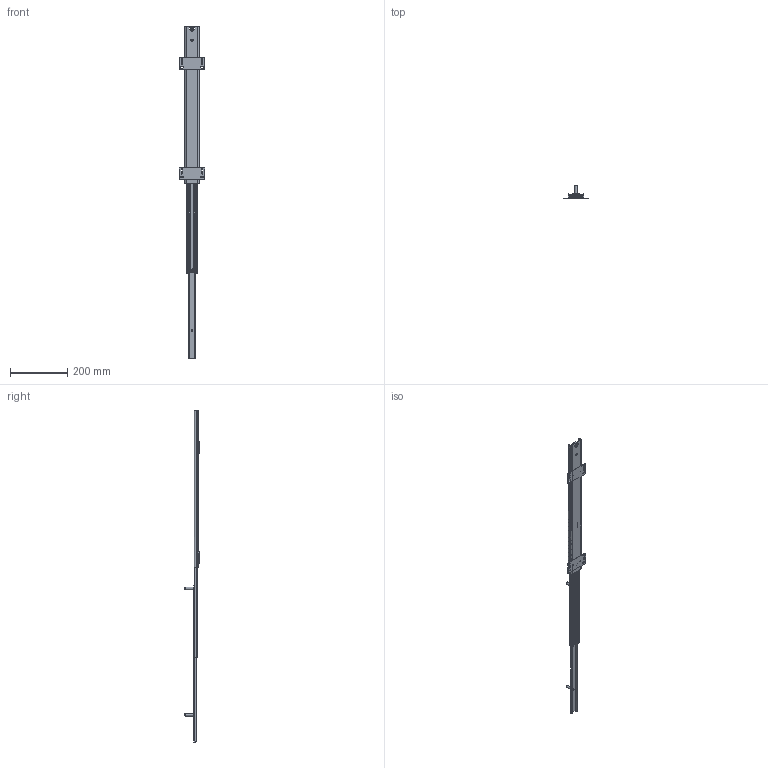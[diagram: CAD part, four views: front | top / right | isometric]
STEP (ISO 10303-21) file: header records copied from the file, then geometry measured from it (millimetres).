
FILE_DESCRIPTION(/* description */ ('Master Profielschetsen + Parameters'),/* implementation_level */ '2;1');
FILE_NAME(/* name */ '124-B35_00_out_nf.stp',/* time_stamp */ '2016-03-31T14:20:29+02:00',/* author */ ('s.duizings'),/* organization */ (''),/* preprocessor_version */ 'ST-DEVELOPER v15.6',/* originating_system */ 'Autodesk Inventor 2015',/* authorisation */ '');
FILE_SCHEMA (('AUTOMOTIVE_DESIGN { 1 0 10303 214 3 1 1 }'));
Length unit declared in the file: millimetre
Products named in the file (18): E000034540; E000034553; E000000239; E000027406; E000034542; E000034552; E000034545; E000034546; E000034551; E000034543; E000034550; E000034548; E000000384; E000034547; E000034549; E000032159; E000034544; E000034554
Assembly tree (78 placements, depth 3):
  E000034554
    E000034540
    E000034542
      E000034553
      E000000239
      E000027406  x2
    E000034546
      E000034552
      E000034545  x30
    E000034543
      E000034551
    E000034547
      E000034550
      E000034548  x30
      E000000384  x2
    E000034544
      E000034549
      E000032159  x2
Bounding box: 88 x 49.2 x 1163.5 mm (x, y, z)
Volume: 222538 mm3; surface area: 291792.3 mm2
Topology: 74 solids, 74 shells, 1854 faces, 5361 edges, 3540 vertices
Faces by surface type: plane 972, cylinder 786, sphere 72, cone 10, bspline 10, torus 4
Full cylindrical faces by diameter (mm): 4 x4, 4.5 x4, 5.56 x30, 6.35 x30, 8 x3
Entity records: 55163 total; most frequent: CARTESIAN_POINT 10031, DIRECTION 9560, ORIENTED_EDGE 9264, EDGE_CURVE 4632, AXIS2_PLACEMENT_3D 3277, VERTEX_POINT 3120, LINE 3006, VECTOR 3006
